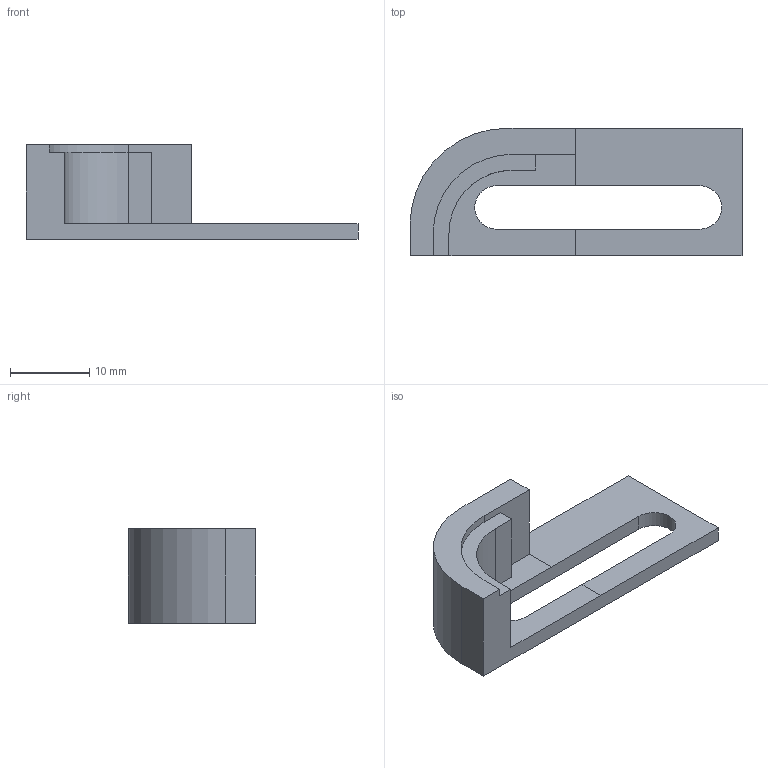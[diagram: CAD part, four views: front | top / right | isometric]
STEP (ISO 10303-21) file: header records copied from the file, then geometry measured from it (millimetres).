
FILE_DESCRIPTION(('FreeCAD Model'),'2;1');
FILE_NAME('Open CASCADE Shape Model','2024-07-27T12:31:46',(''),(''), 'Open CASCADE STEP processor 7.7','FreeCAD','Unknown');
FILE_SCHEMA(('AUTOMOTIVE_DESIGN { 1 0 10303 214 1 1 1 1 }'));
Length unit declared in the file: millimetre
Products named in the file (2): Part; Body
Assembly tree (1 placements, depth 2):
  Part
    Body
Bounding box: 42.03 x 16.1 x 12 mm (x, y, z)
Volume: 2275.9 mm3; surface area: 2308.3 mm2
Topology: 1 solids, 1 shells, 27 faces, 83 edges, 56 vertices
Faces by surface type: plane 21, cylinder 6
Entity records: 971 total; most frequent: CARTESIAN_POINT 168, ORIENTED_EDGE 166, DIRECTION 155, EDGE_CURVE 83, LINE 69, VECTOR 69, VERTEX_POINT 56, AXIS2_PLACEMENT_3D 43
